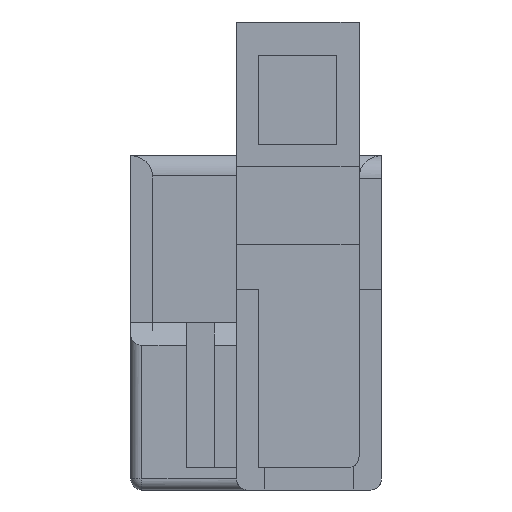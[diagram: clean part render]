
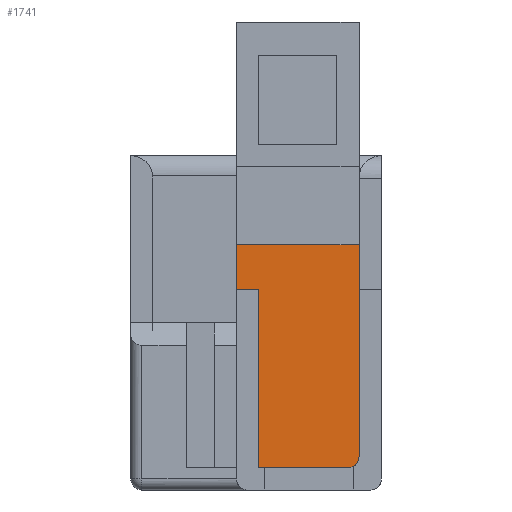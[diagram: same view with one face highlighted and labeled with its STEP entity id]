
A CAD part, front view. The second image highlights one B-rep face of the part: STEP entity #1741.
In plain terms, the highlighted planar face has unit normal (0, -1, 0).
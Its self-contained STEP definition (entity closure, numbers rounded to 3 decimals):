
#61=PLANE('',#1878);
#152=LINE('',#2562,#367);
#217=LINE('',#2731,#432);
#218=LINE('',#2733,#433);
#219=LINE('',#2735,#434);
#220=LINE('',#2736,#435);
#221=LINE('',#2737,#436);
#222=LINE('',#2738,#437);
#367=VECTOR('',#2047,10.);
#432=VECTOR('',#2176,10.);
#433=VECTOR('',#2177,10.);
#434=VECTOR('',#2178,10.);
#435=VECTOR('',#2179,10.);
#436=VECTOR('',#2180,10.);
#437=VECTOR('',#2181,10.);
#610=FACE_OUTER_BOUND('',#709,.T.);
#709=EDGE_LOOP('',(#1431,#1432,#1433,#1434,#1435,#1436,#1437));
#830=VERTEX_POINT('',#2559);
#831=VERTEX_POINT('',#2561);
#851=VERTEX_POINT('',#2645);
#854=VERTEX_POINT('',#2655);
#875=VERTEX_POINT('',#2730);
#876=VERTEX_POINT('',#2732);
#877=VERTEX_POINT('',#2734);
#1007=EDGE_CURVE('',#830,#831,#152,.T.);
#1078=EDGE_CURVE('',#831,#875,#217,.T.);
#1079=EDGE_CURVE('',#876,#830,#218,.T.);
#1080=EDGE_CURVE('',#877,#876,#219,.T.);
#1081=EDGE_CURVE('',#854,#877,#220,.T.);
#1082=EDGE_CURVE('',#854,#851,#221,.T.);
#1083=EDGE_CURVE('',#851,#875,#222,.T.);
#1431=ORIENTED_EDGE('',*,*,#1078,.F.);
#1432=ORIENTED_EDGE('',*,*,#1007,.F.);
#1433=ORIENTED_EDGE('',*,*,#1079,.F.);
#1434=ORIENTED_EDGE('',*,*,#1080,.F.);
#1435=ORIENTED_EDGE('',*,*,#1081,.F.);
#1436=ORIENTED_EDGE('',*,*,#1082,.T.);
#1437=ORIENTED_EDGE('',*,*,#1083,.T.);
#1741=ADVANCED_FACE('',(#610),#61,.T.);
#1878=AXIS2_PLACEMENT_3D('',#2729,#2174,#2175);
#2047=DIRECTION('',(0.,0.,1.));
#2174=DIRECTION('center_axis',(0.,-1.,0.));
#2175=DIRECTION('ref_axis',(1.,0.,0.));
#2176=DIRECTION('',(1.,0.,0.));
#2177=DIRECTION('',(-1.,0.,0.));
#2178=DIRECTION('',(0.,0.,1.));
#2179=DIRECTION('',(-1.,0.,0.));
#2180=DIRECTION('',(0.,0.,1.));
#2181=DIRECTION('',(0.,0.,1.));
#2559=CARTESIAN_POINT('',(0.,170.5,18.));
#2561=CARTESIAN_POINT('',(0.,170.5,22.));
#2562=CARTESIAN_POINT('',(0.,170.5,2.));
#2645=CARTESIAN_POINT('',(10.992,170.5,18.));
#2655=CARTESIAN_POINT('',(10.992,170.5,2.));
#2729=CARTESIAN_POINT('Origin',(0.,170.5,2.));
#2730=CARTESIAN_POINT('',(10.992,170.5,22.));
#2731=CARTESIAN_POINT('',(0.871,170.5,22.));
#2732=CARTESIAN_POINT('',(2.,170.5,18.));
#2733=CARTESIAN_POINT('',(0.,170.5,18.));
#2734=CARTESIAN_POINT('',(2.,170.5,2.));
#2735=CARTESIAN_POINT('',(2.,170.5,2.));
#2736=CARTESIAN_POINT('',(0.871,170.5,2.));
#2737=CARTESIAN_POINT('',(10.992,170.5,2.));
#2738=CARTESIAN_POINT('',(10.992,170.5,2.));
